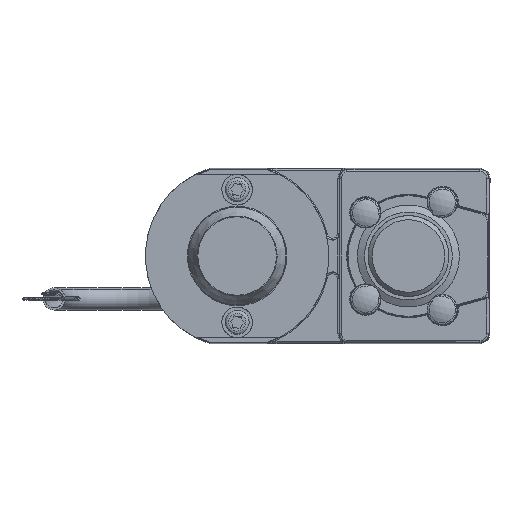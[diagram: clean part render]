
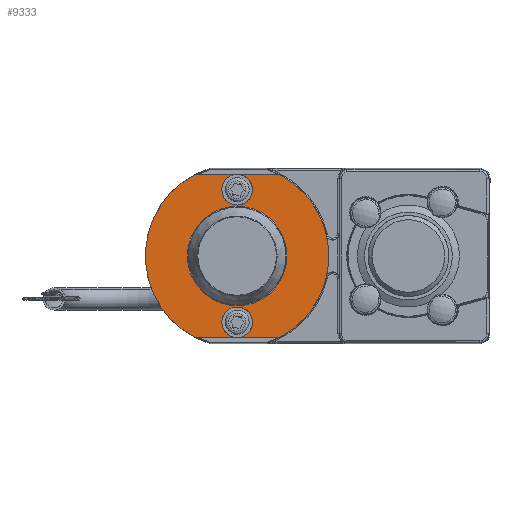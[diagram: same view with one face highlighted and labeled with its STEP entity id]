
A CAD part, front view. The second image highlights one B-rep face of the part: STEP entity #9333.
In plain terms, the highlighted planar face has unit normal (0, -1, 0).
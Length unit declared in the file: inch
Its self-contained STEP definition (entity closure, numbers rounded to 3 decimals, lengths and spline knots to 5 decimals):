
#216=FACE_BOUND('',#1508,.T.);
#605=PLANE('',#10242);
#965=FACE_OUTER_BOUND('',#1507,.T.);
#1507=EDGE_LOOP('',(#6986,#6987,#6988,#6989,#6990,#6991,#6992,#6993,#6994,
#6995));
#1508=EDGE_LOOP('',(#6996,#6997));
#2026=LINE('',#20303,#2488);
#2027=LINE('',#20304,#2489);
#2028=LINE('',#20310,#2490);
#2029=LINE('',#20314,#2491);
#2488=VECTOR('',#12111,39.37008);
#2489=VECTOR('',#12112,39.37008);
#2490=VECTOR('',#12119,39.37008);
#2491=VECTOR('',#12124,39.37008);
#2964=CIRCLE('',#10131,0.88848);
#3023=CIRCLE('',#10238,0.88848);
#3024=CIRCLE('',#10243,0.14808);
#3025=CIRCLE('',#10244,0.14808);
#3026=CIRCLE('',#10245,0.14808);
#3027=CIRCLE('',#10246,0.14808);
#3028=CIRCLE('',#10247,0.48176);
#3029=CIRCLE('',#10248,0.48176);
#3759=VERTEX_POINT('',#18920);
#3760=VERTEX_POINT('',#18922);
#3839=VERTEX_POINT('',#20291);
#3840=VERTEX_POINT('',#20293);
#3842=VERTEX_POINT('',#20302);
#3843=VERTEX_POINT('',#20306);
#3844=VERTEX_POINT('',#20309);
#3845=VERTEX_POINT('',#20311);
#3846=VERTEX_POINT('',#20315);
#3847=VERTEX_POINT('',#20316);
#4830=EDGE_CURVE('',#3759,#3760,#2964,.T.);
#4968=EDGE_CURVE('',#3839,#3840,#3023,.T.);
#4972=EDGE_CURVE('',#3840,#3842,#2026,.T.);
#4973=EDGE_CURVE('',#3842,#3759,#2027,.T.);
#4974=EDGE_CURVE('',#3843,#3842,#3024,.T.);
#4975=EDGE_CURVE('',#3842,#3843,#3025,.T.);
#4976=EDGE_CURVE('',#3844,#3839,#2028,.T.);
#4977=EDGE_CURVE('',#3845,#3844,#3026,.T.);
#4978=EDGE_CURVE('',#3844,#3845,#3027,.T.);
#4979=EDGE_CURVE('',#3760,#3844,#2029,.T.);
#4980=EDGE_CURVE('',#3846,#3847,#3028,.T.);
#4981=EDGE_CURVE('',#3847,#3846,#3029,.T.);
#6986=ORIENTED_EDGE('',*,*,#4973,.F.);
#6987=ORIENTED_EDGE('',*,*,#4974,.F.);
#6988=ORIENTED_EDGE('',*,*,#4975,.F.);
#6989=ORIENTED_EDGE('',*,*,#4972,.F.);
#6990=ORIENTED_EDGE('',*,*,#4968,.F.);
#6991=ORIENTED_EDGE('',*,*,#4976,.F.);
#6992=ORIENTED_EDGE('',*,*,#4977,.F.);
#6993=ORIENTED_EDGE('',*,*,#4978,.F.);
#6994=ORIENTED_EDGE('',*,*,#4979,.F.);
#6995=ORIENTED_EDGE('',*,*,#4830,.F.);
#6996=ORIENTED_EDGE('',*,*,#4980,.T.);
#6997=ORIENTED_EDGE('',*,*,#4981,.T.);
#9333=ADVANCED_FACE('',(#965,#216),#605,.F.);
#10131=AXIS2_PLACEMENT_3D('',#18923,#11838,#11839);
#10238=AXIS2_PLACEMENT_3D('',#20294,#12100,#12101);
#10242=AXIS2_PLACEMENT_3D('',#20305,#12113,#12114);
#10243=AXIS2_PLACEMENT_3D('',#20307,#12115,#12116);
#10244=AXIS2_PLACEMENT_3D('',#20308,#12117,#12118);
#10245=AXIS2_PLACEMENT_3D('',#20312,#12120,#12121);
#10246=AXIS2_PLACEMENT_3D('',#20313,#12122,#12123);
#10247=AXIS2_PLACEMENT_3D('',#20317,#12125,#12126);
#10248=AXIS2_PLACEMENT_3D('',#20318,#12127,#12128);
#11838=DIRECTION('center_axis',(0.,1.,0.));
#11839=DIRECTION('ref_axis',(0.,0.,
1.));
#12100=DIRECTION('center_axis',(0.,1.,0.));
#12101=DIRECTION('ref_axis',(0.,0.,
1.));
#12111=DIRECTION('',(1.,0.,0.));
#12112=DIRECTION('',(1.,0.,0.));
#12113=DIRECTION('center_axis',(0.,1.,0.));
#12114=DIRECTION('ref_axis',(1.,0.,0.));
#12115=DIRECTION('center_axis',(0.,-1.,0.));
#12116=DIRECTION('ref_axis',(-0.406,0.,0.914));
#12117=DIRECTION('center_axis',(0.,-1.,0.));
#12118=DIRECTION('ref_axis',(-0.406,0.,0.914));
#12119=DIRECTION('',(-1.,0.,0.));
#12120=DIRECTION('center_axis',(0.,-1.,0.));
#12121=DIRECTION('ref_axis',(-0.406,0.,0.914));
#12122=DIRECTION('center_axis',(0.,-1.,0.));
#12123=DIRECTION('ref_axis',(-0.406,0.,0.914));
#12124=DIRECTION('',(-1.,0.,0.));
#12125=DIRECTION('center_axis',(0.,1.,0.));
#12126=DIRECTION('ref_axis',(0.,0.,
1.));
#12127=DIRECTION('center_axis',(0.,1.,0.));
#12128=DIRECTION('ref_axis',(0.,0.,
1.));
#18920=CARTESIAN_POINT('',(0.40414,-3.74548,0.78976));
#18922=CARTESIAN_POINT('',(0.40414,-3.74548,-0.78976));
#18923=CARTESIAN_POINT('Origin',(-0.0029,-3.74548,
0.));
#20291=CARTESIAN_POINT('',(-0.40993,-3.74548,-0.78976));
#20293=CARTESIAN_POINT('',(-0.40993,-3.74548,0.78976));
#20294=CARTESIAN_POINT('Origin',(-0.0029,-3.74548,
0.));
#20302=CARTESIAN_POINT('',(-0.0029,-3.74548,0.78976));
#20303=CARTESIAN_POINT('',(0.40414,-3.74548,0.78976));
#20304=CARTESIAN_POINT('',(0.40414,-3.74548,0.78976));
#20305=CARTESIAN_POINT('Origin',(-0.0029,-3.74548,
0.));
#20306=CARTESIAN_POINT('',(-0.06296,-3.74548,0.77704));
#20307=CARTESIAN_POINT('Origin',(-0.0029,-3.74548,
0.64168));
#20308=CARTESIAN_POINT('Origin',(-0.0029,-3.74548,
0.64168));
#20309=CARTESIAN_POINT('',(-0.0029,-3.74548,-0.78976));
#20310=CARTESIAN_POINT('',(0.40414,-3.74548,-0.78976));
#20311=CARTESIAN_POINT('',(-0.06296,-3.74548,-0.50633));
#20312=CARTESIAN_POINT('Origin',(-0.0029,-3.74548,
-0.64168));
#20313=CARTESIAN_POINT('Origin',(-0.0029,-3.74548,
-0.64168));
#20314=CARTESIAN_POINT('',(0.40414,-3.74548,-0.78976));
#20315=CARTESIAN_POINT('',(-0.0029,-3.74548,0.48176));
#20316=CARTESIAN_POINT('',(-0.0029,-3.74548,-0.48175));
#20317=CARTESIAN_POINT('Origin',(-0.0029,-3.74548,
0.));
#20318=CARTESIAN_POINT('Origin',(-0.0029,-3.74548,
0.));
